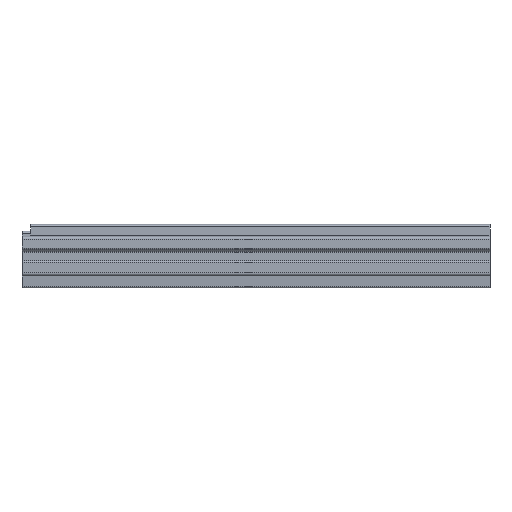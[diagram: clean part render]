
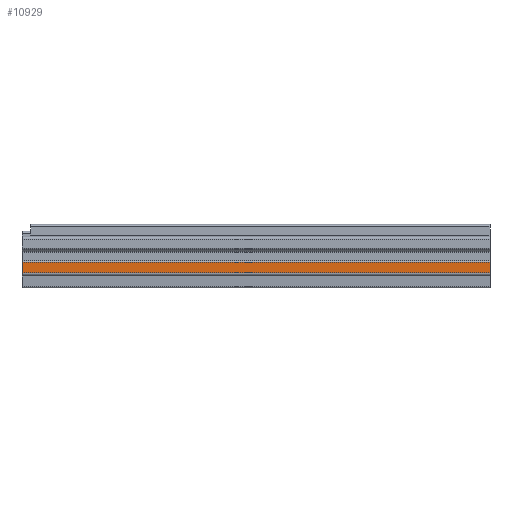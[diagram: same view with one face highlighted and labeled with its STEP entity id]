
A CAD part, left-side view. The second image highlights one B-rep face of the part: STEP entity #10929.
In plain terms, the highlighted planar face has unit normal (-1, 0, 0).
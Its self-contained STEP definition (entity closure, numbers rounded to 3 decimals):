
#495=DIRECTION('',(0.,1.,0.));
#496=VECTOR('',#495,78.5);
#497=CARTESIAN_POINT('',(-6.25,-77.,-1.057));
#498=LINE('',#497,#496);
#499=DIRECTION('',(0.,1.,0.));
#500=VECTOR('',#499,78.5);
#501=CARTESIAN_POINT('',(-6.25,-77.,-2.85));
#502=LINE('',#501,#500);
#4604=DIRECTION('',(0.,0.,1.));
#4605=VECTOR('',#4604,1.793);
#4606=CARTESIAN_POINT('',(-6.25,-77.,-2.85));
#4607=LINE('',#4606,#4605);
#6418=DIRECTION('',(0.,0.,1.));
#6419=VECTOR('',#6418,1.793);
#6420=CARTESIAN_POINT('',(-6.25,1.5,-2.85));
#6421=LINE('',#6420,#6419);
#8207=CARTESIAN_POINT('',(-6.25,-77.,-2.85));
#8208=VERTEX_POINT('',#8207);
#8209=CARTESIAN_POINT('',(-6.25,-77.,-1.057));
#8210=VERTEX_POINT('',#8209);
#10469=CARTESIAN_POINT('',(-6.25,1.5,-2.85));
#10470=VERTEX_POINT('',#10469);
#10471=CARTESIAN_POINT('',(-6.25,1.5,-1.057));
#10472=VERTEX_POINT('',#10471);
#10915=CARTESIAN_POINT('',(-6.25,0.,-2.85));
#10916=DIRECTION('',(-1.,0.,0.));
#10917=DIRECTION('',(0.,0.,1.));
#10918=AXIS2_PLACEMENT_3D('',#10915,#10916,#10917);
#10919=PLANE('',#10918);
#10921=ORIENTED_EDGE('',*,*,#10920,.T.);
#10923=ORIENTED_EDGE('',*,*,#10922,.T.);
#10924=ORIENTED_EDGE('',*,*,#10905,.F.);
#10926=ORIENTED_EDGE('',*,*,#10925,.F.);
#10927=EDGE_LOOP('',(#10921,#10923,#10924,#10926));
#10928=FACE_OUTER_BOUND('',#10927,.F.);
#10929=ADVANCED_FACE('',(#10928),#10919,.T.);
#10905=EDGE_CURVE('',#8210,#10472,#498,.T.);
#10920=EDGE_CURVE('',#8208,#10470,#502,.T.);
#10922=EDGE_CURVE('',#10470,#10472,#6421,.T.);
#10925=EDGE_CURVE('',#8208,#8210,#4607,.T.);
